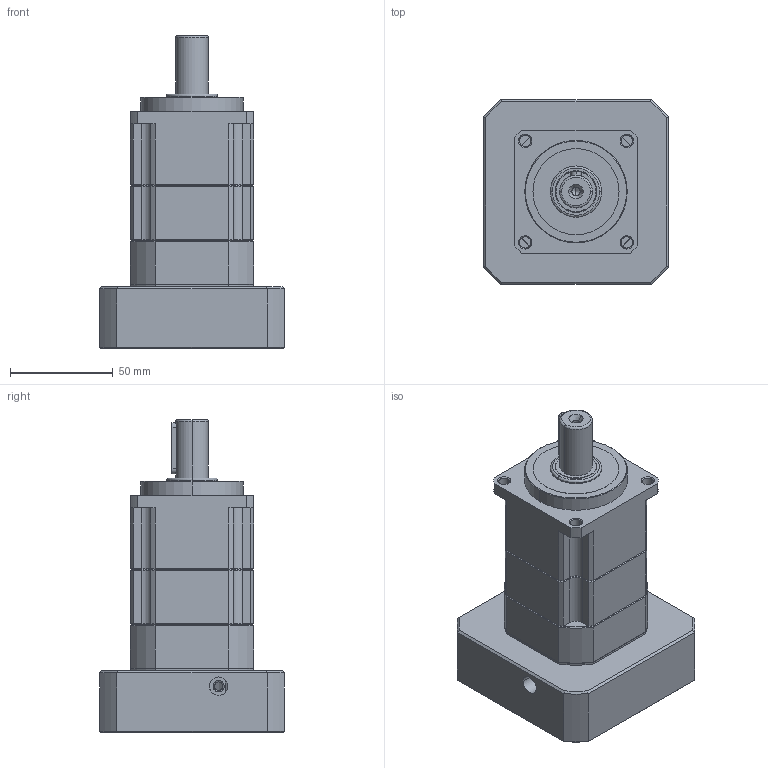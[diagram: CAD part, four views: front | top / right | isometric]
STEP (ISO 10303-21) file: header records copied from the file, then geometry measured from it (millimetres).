
FILE_DESCRIPTION (( 'STEP AP214' ), '1' );
FILE_NAME ('SB060-L2-19-80-100M6.STEP', '2021-12-18T05:13:21', ( 'admin' ), ( '' ), 'SwSTEP 2.0', 'SolidWorks 2013', '' );
FILE_SCHEMA (( 'AUTOMOTIVE_DESIGN' ));
Length unit declared in the file: millimetre
Products named in the file (4): SB060-80-100M6; SB060-L2_X2_58F34F537AEF_X0_-19; SB060_X2_8F9351FA7AEF_X0_; SB060-L2-19-80-100M6
Assembly tree (3 placements, depth 2):
  SB060-L2-19-80-100M6
    SB060_X2_8F9351FA7AEF_X0_
    SB060-L2_X2_58F34F537AEF_X0_-19
    SB060-80-100M6
Bounding box: 90 x 90 x 152.5 mm (x, y, z)
Volume: 462704.2 mm3; surface area: 75417.1 mm2
Topology: 3 solids, 3 shells, 412 faces, 981 edges, 584 vertices
Faces by surface type: plane 148, cylinder 142, cone 109, bspline 13
Entity records: 17080 total; most frequent: CARTESIAN_POINT 2955, DIRECTION 2034, ORIENTED_EDGE 1918, EDGE_CURVE 959, AXIS2_PLACEMENT_3D 793, VERTEX_POINT 584, EDGE_LOOP 477, VECTOR 448
